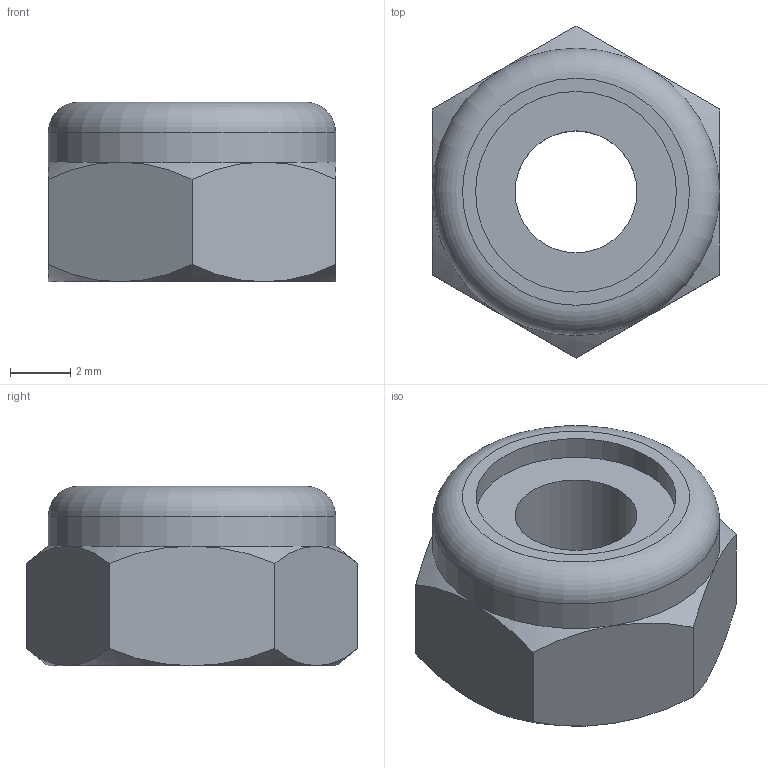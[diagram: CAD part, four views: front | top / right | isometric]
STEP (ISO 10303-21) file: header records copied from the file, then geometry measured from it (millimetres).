
FILE_DESCRIPTION(/* description */ (''),/* implementation_level */ '2;1');
FILE_NAME(/* name */ '10-32 Nylock Nut.ipt.stp',/* time_stamp */ '2016-01-07T16:38:04-08:00',/* author */ ('PhillipD'),/* organization */ (''),/* preprocessor_version */ 'ST-DEVELOPER v16.1',/* originating_system */ 'Autodesk Inventor 2016',/* authorisation */ '');
FILE_SCHEMA (('AUTOMOTIVE_DESIGN { 1 0 10303 214 3 1 1 }'));
Length unit declared in the file: inch
Products named in the file (1): 10-32 Nylock Nut
Bounding box: 9.53 x 11 x 5.95 mm (x, y, z)
Volume: 352 mm3; surface area: 381.4 mm2
Topology: 1 solids, 1 shells, 25 faces, 52 edges, 30 vertices
Faces by surface type: sphere 12, plane 9, cylinder 3, torus 1
Full cylindrical faces by diameter (mm): 4.039 x1, 6.654 x1, 9.525 x1
Entity records: 725 total; most frequent: DIRECTION 142, CARTESIAN_POINT 104, ORIENTED_EDGE 96, AXIS2_PLACEMENT_3D 68, EDGE_CURVE 48, CIRCLE 42, EDGE_LOOP 32, VERTEX_POINT 30
